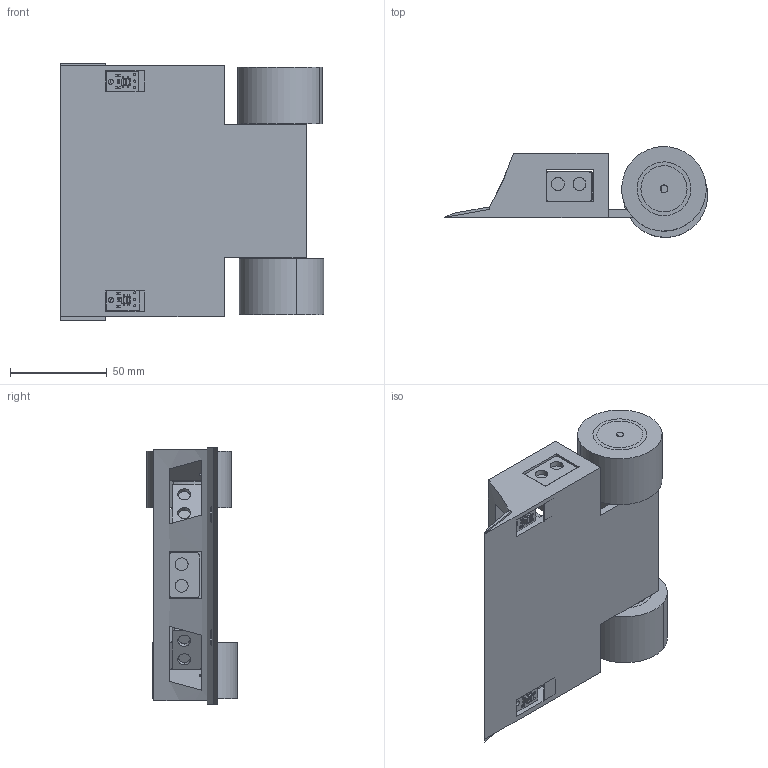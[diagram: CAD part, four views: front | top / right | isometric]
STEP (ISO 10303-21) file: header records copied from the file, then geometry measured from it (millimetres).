
FILE_DESCRIPTION(('FreeCAD Model'),'2;1');
FILE_NAME('Open CASCADE Shape Model','2025-04-25T20:10:20',('FreeCAD'),( 'FreeCAD'),'Open CASCADE STEP processor 7.6','FreeCAD','Unknown');
FILE_SCHEMA(('AUTOMOTIVE_DESIGN { 1 0 10303 214 1 1 1 1 }'));
Products named in the file (1): Open CASCADE STEP translator 7.6 1
Bounding box: 136.2 x 46.76 x 132.48 mm (x, y, z)
Volume: 238194.9 mm3; surface area: 104804 mm2
Topology: 24 solids, 24 shells, 5860 faces, 15434 edges, 10180 vertices
Faces by surface type: bspline 5860
Entity records: 298029 total; most frequent: CARTESIAN_POINT 202329, ORIENTED_EDGE 30772, EDGE_CURVE 15386, B_SPLINE_CURVE_WITH_KNOTS 14840, VERTEX_POINT 10180, FACE_BOUND 6536, EDGE_LOOP 6536, ADVANCED_FACE 5860
